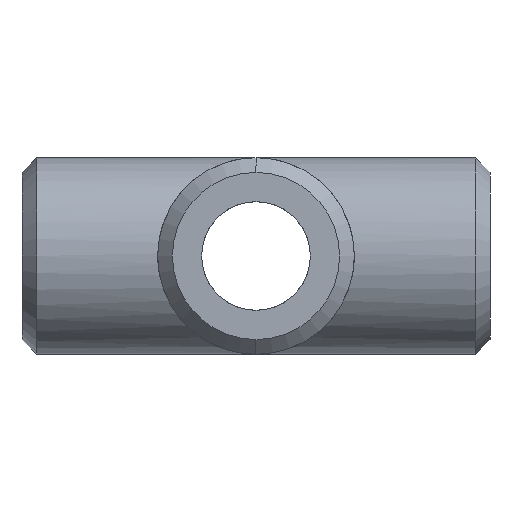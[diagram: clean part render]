
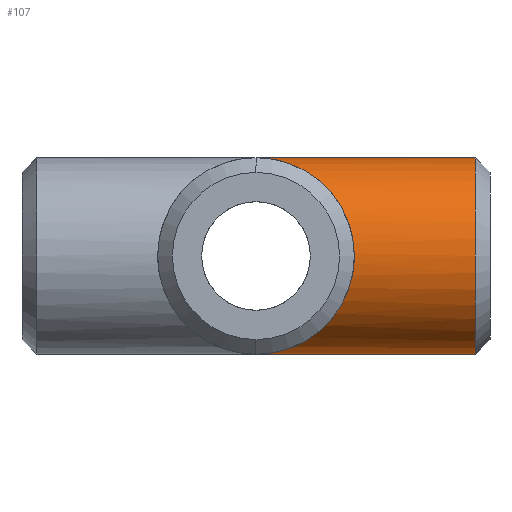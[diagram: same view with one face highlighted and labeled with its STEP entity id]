
A CAD part, left-side view. The second image highlights one B-rep face of the part: STEP entity #107.
In plain terms, the highlighted cylindrical face has radius 10.668 mm (diameter 21.336 mm), a partial arc.
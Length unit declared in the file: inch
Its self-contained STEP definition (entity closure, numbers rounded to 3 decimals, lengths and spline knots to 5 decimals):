
#4 = CARTESIAN_POINT ( 'NONE',  ( 0., -1., -0.42 ) ) ;
#33 = EDGE_CURVE ( 'NONE', #421, #77, #93, .T. ) ;
#37 = CARTESIAN_POINT ( 'NONE',  ( 0., 0., 0.42 ) ) ;
#45 = CARTESIAN_POINT ( 'NONE',  ( 0., 0., -0.42 ) ) ;
#58 = ORIENTED_EDGE ( 'NONE', *, *, #592, .F. ) ;
#77 = VERTEX_POINT ( 'NONE', #399 ) ;
#93 =( BOUNDED_CURVE ( )  B_SPLINE_CURVE ( 3, ( #160, #713, #578, #37 ),
 .UNSPECIFIED., .F., .T. ) 
 B_SPLINE_CURVE_WITH_KNOTS ( ( 4, 4 ),
 ( 4.71239, 7.85398 ),
 .UNSPECIFIED. ) 
 CURVE ( )  GEOMETRIC_REPRESENTATION_ITEM ( )  RATIONAL_B_SPLINE_CURVE ( ( 1., 0.333, 0.333, 1. ) ) 
 REPRESENTATION_ITEM ( '' )  );
#94 = CARTESIAN_POINT ( 'NONE',  ( 0., -0.93733, 0. ) ) ;
#107 = ADVANCED_FACE ( 'NONE', ( #115 ), #480, .T. ) ;
#115 = FACE_OUTER_BOUND ( 'NONE', #433, .T. ) ;
#118 = CARTESIAN_POINT ( 'NONE',  ( 0., -0.93733, -0.42 ) ) ;
#128 = EDGE_CURVE ( 'NONE', #533, #77, #538, .T. ) ;
#153 = CIRCLE ( 'NONE', #501, 0.42 ) ;
#159 = DIRECTION ( 'NONE',  ( 0., 1., 0. ) ) ;
#160 = CARTESIAN_POINT ( 'NONE',  ( 0., 0., -0.42 ) ) ;
#227 = DIRECTION ( 'NONE',  ( 0., 0., -1. ) ) ;
#230 = CARTESIAN_POINT ( 'NONE',  ( 0., -1., 0.42 ) ) ;
#236 = ORIENTED_EDGE ( 'NONE', *, *, #529, .T. ) ;
#249 = LINE ( 'NONE', #4, #549 ) ;
#352 = DIRECTION ( 'NONE',  ( 0., 1., 0. ) ) ;
#399 = CARTESIAN_POINT ( 'NONE',  ( 0., 0., 0.42 ) ) ;
#410 = DIRECTION ( 'NONE',  ( 0., 0., -1. ) ) ;
#421 = VERTEX_POINT ( 'NONE', #45 ) ;
#422 = VECTOR ( 'NONE', #352, 39.37008 ) ;
#433 = EDGE_LOOP ( 'NONE', ( #236, #545, #702, #58 ) ) ;
#480 = CYLINDRICAL_SURFACE ( 'NONE', #511, 0.42 ) ;
#501 = AXIS2_PLACEMENT_3D ( 'NONE', #94, #159, #410 ) ;
#511 = AXIS2_PLACEMENT_3D ( 'NONE', #786, #799, #227 ) ;
#529 = EDGE_CURVE ( 'NONE', #601, #533, #153, .T. ) ;
#533 = VERTEX_POINT ( 'NONE', #660 ) ;
#538 = LINE ( 'NONE', #230, #422 ) ;
#545 = ORIENTED_EDGE ( 'NONE', *, *, #128, .T. ) ;
#549 = VECTOR ( 'NONE', #617, 39.37008 ) ;
#578 = CARTESIAN_POINT ( 'NONE',  ( -0.84, -0.84, 0.42 ) ) ;
#592 = EDGE_CURVE ( 'NONE', #601, #421, #249, .T. ) ;
#601 = VERTEX_POINT ( 'NONE', #118 ) ;
#617 = DIRECTION ( 'NONE',  ( 0., 1., 0. ) ) ;
#660 = CARTESIAN_POINT ( 'NONE',  ( 0., -0.93733, 0.42 ) ) ;
#702 = ORIENTED_EDGE ( 'NONE', *, *, #33, .F. ) ;
#713 = CARTESIAN_POINT ( 'NONE',  ( -0.84, -0.84, -0.42 ) ) ;
#786 = CARTESIAN_POINT ( 'NONE',  ( 0., -1., 0. ) ) ;
#799 = DIRECTION ( 'NONE',  ( 0., 1., 0. ) ) ;
